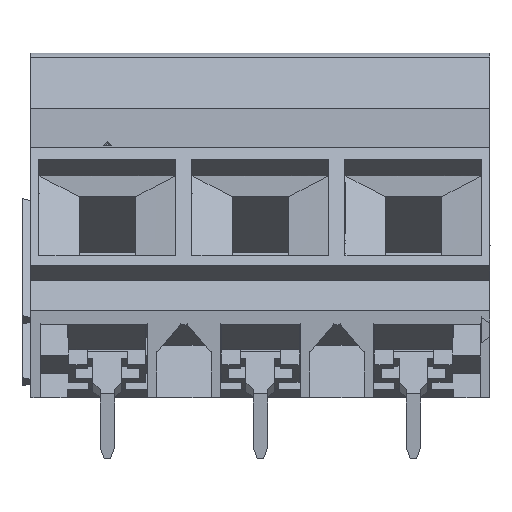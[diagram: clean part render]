
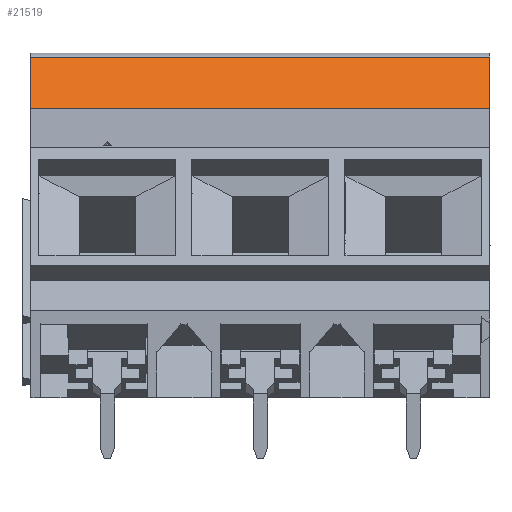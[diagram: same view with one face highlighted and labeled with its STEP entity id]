
A CAD part, top view. The second image highlights one B-rep face of the part: STEP entity #21519.
In plain terms, the highlighted planar face has unit normal (0, 0.574, 0.819).
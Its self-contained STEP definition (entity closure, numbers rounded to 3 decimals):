
#208 = ORIENTED_EDGE ( 'NONE', *, *, #20875, .F. ) ;
#2679 = VERTEX_POINT ( 'NONE', #20295 ) ;
#3590 = VECTOR ( 'NONE', #10288, 1000. ) ;
#3780 = CARTESIAN_POINT ( 'NONE',  ( 28.56, 18., 5.488 ) ) ;
#3832 = AXIS2_PLACEMENT_3D ( 'NONE', #18015, #21248, #12406 ) ;
#4262 = CARTESIAN_POINT ( 'NONE',  ( 0., 21.195, 3.251 ) ) ;
#4768 = VECTOR ( 'NONE', #17312, 1000. ) ;
#7004 = EDGE_LOOP ( 'NONE', ( #37144, #30401, #18169, #208 ) ) ;
#7206 = EDGE_CURVE ( 'NONE', #2679, #37176, #32451, .T. ) ;
#7275 = CARTESIAN_POINT ( 'NONE',  ( 28.56, 18., 5.488 ) ) ;
#9023 = FACE_OUTER_BOUND ( 'NONE', #7004, .T. ) ;
#10288 = DIRECTION ( 'NONE',  ( -1., 0., 0. ) ) ;
#12077 = EDGE_CURVE ( 'NONE', #25828, #35602, #28001, .T. ) ;
#12275 = CARTESIAN_POINT ( 'NONE',  ( 28.56, 21.686, 2.907 ) ) ;
#12406 = DIRECTION ( 'NONE',  ( 0., 0.819, -0.574 ) ) ;
#12897 = LINE ( 'NONE', #4262, #25474 ) ;
#16064 = LINE ( 'NONE', #7275, #3590 ) ;
#16513 = DIRECTION ( 'NONE',  ( -1., 0., 0. ) ) ;
#17312 = DIRECTION ( 'NONE',  ( 0., -0.819, 0.574 ) ) ;
#18015 = CARTESIAN_POINT ( 'NONE',  ( 0., 21.686, 2.907 ) ) ;
#18169 = ORIENTED_EDGE ( 'NONE', *, *, #7206, .T. ) ;
#18622 = PLANE ( 'NONE',  #3832 ) ;
#20295 = CARTESIAN_POINT ( 'NONE',  ( 0., 21.195, 3.251 ) ) ;
#20875 = EDGE_CURVE ( 'NONE', #35602, #37176, #16064, .T. ) ;
#21248 = DIRECTION ( 'NONE',  ( 0., -0.574, -0.819 ) ) ;
#21519 = ADVANCED_FACE ( 'NONE', ( #9023 ), #18622, .F. ) ;
#23918 = DIRECTION ( 'NONE',  ( 0., -0.819, 0.574 ) ) ;
#25474 = VECTOR ( 'NONE', #16513, 1000. ) ;
#25828 = VERTEX_POINT ( 'NONE', #31027 ) ;
#27344 = CARTESIAN_POINT ( 'NONE',  ( 0., 21.686, 2.907 ) ) ;
#28001 = LINE ( 'NONE', #12275, #30982 ) ;
#29891 = EDGE_CURVE ( 'NONE', #25828, #2679, #12897, .T. ) ;
#30401 = ORIENTED_EDGE ( 'NONE', *, *, #29891, .T. ) ;
#30982 = VECTOR ( 'NONE', #23918, 1000. ) ;
#31027 = CARTESIAN_POINT ( 'NONE',  ( 28.56, 21.195, 3.251 ) ) ;
#32451 = LINE ( 'NONE', #27344, #4768 ) ;
#34488 = CARTESIAN_POINT ( 'NONE',  ( 0., 18., 5.488 ) ) ;
#35602 = VERTEX_POINT ( 'NONE', #3780 ) ;
#37144 = ORIENTED_EDGE ( 'NONE', *, *, #12077, .F. ) ;
#37176 = VERTEX_POINT ( 'NONE', #34488 ) ;
